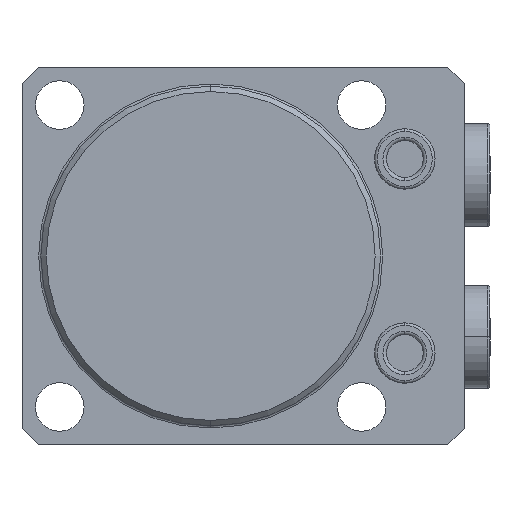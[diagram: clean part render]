
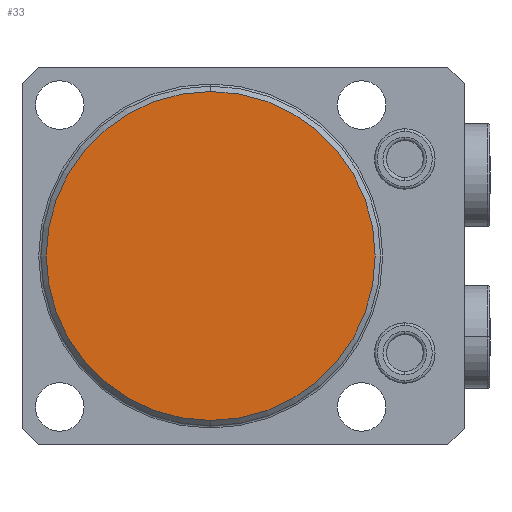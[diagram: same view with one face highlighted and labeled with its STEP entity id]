
A CAD part, front view. The second image highlights one B-rep face of the part: STEP entity #33.
In plain terms, the highlighted planar face has unit normal (0, -1, 0).
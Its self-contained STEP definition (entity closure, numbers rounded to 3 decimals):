
#33 = ADVANCED_FACE ( 'NONE', ( #3340 ), #1237, .F. ) ;
#150 = DIRECTION ( 'NONE',  ( 0., 0., 1. ) ) ;
#151 = DIRECTION ( 'NONE',  ( 0., -1., 0. ) ) ;
#153 = CARTESIAN_POINT ( 'NONE',  ( 0., -47., 0. ) ) ;
#1233 = DIRECTION ( 'NONE',  ( 0., 0., 1. ) ) ;
#1234 = DIRECTION ( 'NONE',  ( 0., 1., 0. ) ) ;
#1237 = PLANE ( 'NONE',  #2351 ) ;
#1239 = CARTESIAN_POINT ( 'NONE',  ( 0., -47., 0. ) ) ;
#2351 = AXIS2_PLACEMENT_3D ( 'NONE', #1239, #1234, #1233 ) ;
#2532 = AXIS2_PLACEMENT_3D ( 'NONE', #153, #151, #150 ) ;
#2687 = AXIS2_PLACEMENT_3D ( 'NONE', #3007, #3006, #3005 ) ;
#3005 = DIRECTION ( 'NONE',  ( 0., 0., 1. ) ) ;
#3006 = DIRECTION ( 'NONE',  ( 0., -1., 0. ) ) ;
#3007 = CARTESIAN_POINT ( 'NONE',  ( 0., -47., 0. ) ) ;
#3340 = FACE_OUTER_BOUND ( 'NONE', #4222, .T. ) ;
#4222 = EDGE_LOOP ( 'NONE', ( #6566, #6576 ) ) ;
#4552 = VERTEX_POINT ( 'NONE', #4825 ) ;
#4578 = VERTEX_POINT ( 'NONE', #4792 ) ;
#4792 = CARTESIAN_POINT ( 'NONE',  ( 0., -47., 30.5 ) ) ;
#4825 = CARTESIAN_POINT ( 'NONE',  ( 0., -47., -30.5 ) ) ;
#5644 = CIRCLE ( 'NONE', #2532, 30.5 ) ;
#5971 = CIRCLE ( 'NONE', #2687, 30.5 ) ;
#6566 = ORIENTED_EDGE ( 'NONE', *, *, #7469, .T. ) ;
#6576 = ORIENTED_EDGE ( 'NONE', *, *, #7708, .T. ) ;
#7469 = EDGE_CURVE ( 'NONE', #4578, #4552, #5971, .T. ) ;
#7708 = EDGE_CURVE ( 'NONE', #4552, #4578, #5644, .T. ) ;
